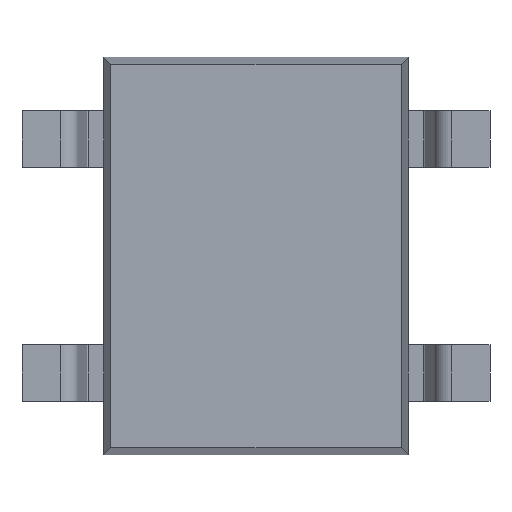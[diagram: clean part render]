
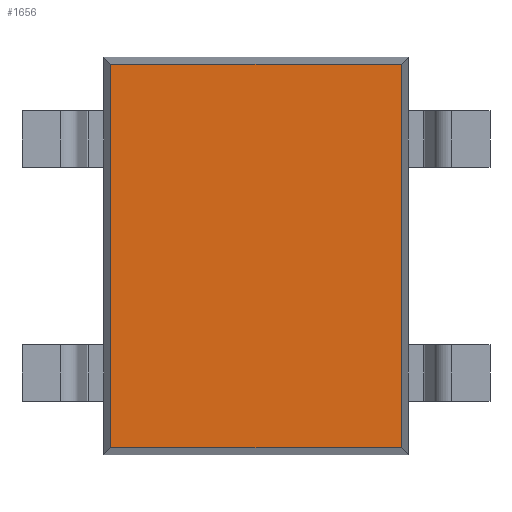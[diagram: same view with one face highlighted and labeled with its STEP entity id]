
A CAD part, front view. The second image highlights one B-rep face of the part: STEP entity #1656.
In plain terms, the highlighted planar face has unit normal (0, -1, 0).
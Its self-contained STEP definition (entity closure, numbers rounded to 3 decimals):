
#44 = ORIENTED_EDGE ( 'NONE', *, *, #1623, .T. ) ;
#95 = DIRECTION ( 'NONE',  ( 0., 1., 0. ) ) ;
#125 = VERTEX_POINT ( 'NONE', #210 ) ;
#210 = CARTESIAN_POINT ( 'NONE',  ( 0.15, 0.33, -8.35 ) ) ;
#223 = DIRECTION ( 'NONE',  ( -1., 0., 0. ) ) ;
#230 = DIRECTION ( 'NONE',  ( 0., 0., -1. ) ) ;
#240 = FACE_OUTER_BOUND ( 'NONE', #449, .T. ) ;
#246 = ORIENTED_EDGE ( 'NONE', *, *, #2074, .T. ) ;
#251 = CARTESIAN_POINT ( 'NONE',  ( 0., 0.33, -8.5 ) ) ;
#411 = CARTESIAN_POINT ( 'NONE',  ( 0.15, 0.33, -0.15 ) ) ;
#436 = CARTESIAN_POINT ( 'NONE',  ( 6.35, 0.33, -8.35 ) ) ;
#443 = VERTEX_POINT ( 'NONE', #436 ) ;
#449 = EDGE_LOOP ( 'NONE', ( #44, #246, #1665, #1236 ) ) ;
#468 = CARTESIAN_POINT ( 'NONE',  ( 6.35, 0.33, -8.5 ) ) ;
#548 = CARTESIAN_POINT ( 'NONE',  ( 0., 0.33, -8.35 ) ) ;
#587 = LINE ( 'NONE', #548, #2019 ) ;
#700 = VERTEX_POINT ( 'NONE', #2023 ) ;
#724 = CARTESIAN_POINT ( 'NONE',  ( 0.15, 0.33, -8.5 ) ) ;
#799 = VECTOR ( 'NONE', #230, 1000. ) ;
#840 = VECTOR ( 'NONE', #223, 1000. ) ;
#889 = DIRECTION ( 'NONE',  ( 1., 0., 0. ) ) ;
#1067 = LINE ( 'NONE', #1998, #840 ) ;
#1233 = PLANE ( 'NONE',  #1956 ) ;
#1236 = ORIENTED_EDGE ( 'NONE', *, *, #2022, .T. ) ;
#1263 = DIRECTION ( 'NONE',  ( 0., 0., 1. ) ) ;
#1587 = VERTEX_POINT ( 'NONE', #411 ) ;
#1611 = EDGE_CURVE ( 'NONE', #700, #1587, #1067, .T. ) ;
#1623 = EDGE_CURVE ( 'NONE', #125, #443, #587, .T. ) ;
#1656 = ADVANCED_FACE ( 'NONE', ( #240 ), #1233, .F. ) ;
#1665 = ORIENTED_EDGE ( 'NONE', *, *, #1611, .T. ) ;
#1886 = DIRECTION ( 'NONE',  ( 0., 0., 1. ) ) ;
#1923 = VECTOR ( 'NONE', #1886, 1000. ) ;
#1956 = AXIS2_PLACEMENT_3D ( 'NONE', #251, #95, #1263 ) ;
#1998 = CARTESIAN_POINT ( 'NONE',  ( 0., 0.33, -0.15 ) ) ;
#2002 = LINE ( 'NONE', #724, #799 ) ;
#2019 = VECTOR ( 'NONE', #889, 1000. ) ;
#2022 = EDGE_CURVE ( 'NONE', #1587, #125, #2002, .T. ) ;
#2023 = CARTESIAN_POINT ( 'NONE',  ( 6.35, 0.33, -0.15 ) ) ;
#2067 = LINE ( 'NONE', #468, #1923 ) ;
#2074 = EDGE_CURVE ( 'NONE', #443, #700, #2067, .T. ) ;
